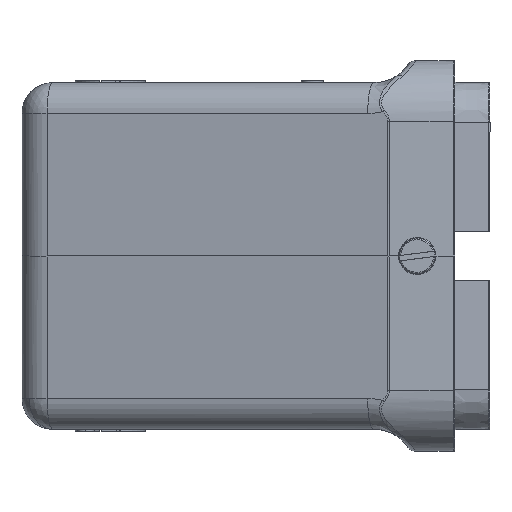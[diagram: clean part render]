
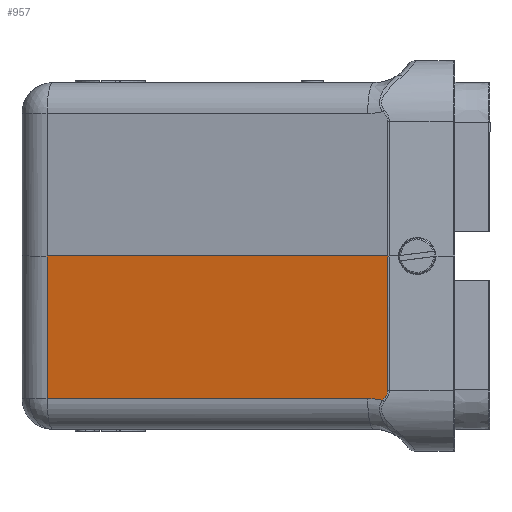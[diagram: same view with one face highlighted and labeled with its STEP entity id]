
A CAD part, left-side view. The second image highlights one B-rep face of the part: STEP entity #957.
In plain terms, the highlighted planar face has unit normal (-0.982, 0.191, -0.009).
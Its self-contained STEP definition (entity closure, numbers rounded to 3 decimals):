
#378=FACE_OUTER_BOUND('',#2074,.T.);
#957=ADVANCED_FACE('NONE',(#378),#1392,.T.);
#1392=PLANE('',#8618);
#1722=B_SPLINE_CURVE_WITH_KNOTS('',3,(#13162,#13163,#13164,#13165),
 .UNSPECIFIED.,.F.,.F.,(4,4),(0.,1.),.UNSPECIFIED.);
#1723=B_SPLINE_CURVE_WITH_KNOTS('',3,(#13176,#13177,#13178,#13179),
 .UNSPECIFIED.,.F.,.F.,(4,4),(0.,1.),.UNSPECIFIED.);
#2074=EDGE_LOOP('',(#3169,#3170,#3171,#3172,#3173,#3174));
#3169=ORIENTED_EDGE('',*,*,#6094,.T.);
#3170=ORIENTED_EDGE('',*,*,#6095,.T.);
#3171=ORIENTED_EDGE('',*,*,#6096,.T.);
#3172=ORIENTED_EDGE('',*,*,#6097,.T.);
#3173=ORIENTED_EDGE('',*,*,#6098,.T.);
#3174=ORIENTED_EDGE('',*,*,#6099,.T.);
#5211=VERTEX_POINT('',#13166);
#5212=VERTEX_POINT('',#13167);
#5213=VERTEX_POINT('',#13169);
#5214=VERTEX_POINT('',#13171);
#5215=VERTEX_POINT('',#13173);
#5216=VERTEX_POINT('',#13175);
#6094=EDGE_CURVE('NONE',#5211,#5212,#1722,.T.);
#6095=EDGE_CURVE('NONE',#5212,#5213,#7141,.T.);
#6096=EDGE_CURVE('NONE',#5213,#5214,#7142,.T.);
#6097=EDGE_CURVE('NONE',#5214,#5215,#7143,.T.);
#6098=EDGE_CURVE('NONE',#5215,#5216,#7144,.T.);
#6099=EDGE_CURVE('NONE',#5216,#5211,#1723,.T.);
#7141=LINE('',#13168,#7935);
#7142=LINE('',#13170,#7936);
#7143=LINE('',#13172,#7937);
#7144=LINE('',#13174,#7938);
#7935=VECTOR('',#9582,1.);
#7936=VECTOR('',#9583,1.);
#7937=VECTOR('',#9584,1.);
#7938=VECTOR('',#9585,1.);
#8618=AXIS2_PLACEMENT_3D('',#13180,#9586,#9587);
#9582=DIRECTION('',(-0.009,0.001,1.));
#9583=DIRECTION('',(0.191,0.982,0.));
#9584=DIRECTION('',(0.009,0.,-1.));
#9585=DIRECTION('',(-0.191,-0.982,0.));
#9586=DIRECTION('',(-0.982,0.191,-0.009));
#9587=DIRECTION('',(-0.191,-0.982,0.));
#13162=CARTESIAN_POINT('',(-64.957,16.301,-32.665));
#13163=CARTESIAN_POINT('',(-65.111,15.542,-31.909));
#13164=CARTESIAN_POINT('',(-65.191,15.163,-31.144));
#13165=CARTESIAN_POINT('',(-65.198,15.164,-30.372));
#13166=CARTESIAN_POINT('',(-64.957,16.301,-32.665));
#13167=CARTESIAN_POINT('',(-65.198,15.164,-30.372));
#13168=CARTESIAN_POINT('',(-65.198,15.164,-30.372));
#13169=CARTESIAN_POINT('',(-65.463,15.189,0.));
#13170=CARTESIAN_POINT('',(-49.366,98.,0.));
#13171=CARTESIAN_POINT('',(-50.467,92.336,0.));
#13172=CARTESIAN_POINT('',(-50.467,92.336,0.));
#13173=CARTESIAN_POINT('',(-50.18,92.336,-32.311));
#13174=CARTESIAN_POINT('',(-49.09,97.946,-32.311));
#13175=CARTESIAN_POINT('',(-64.299,19.702,-32.311));
#13176=CARTESIAN_POINT('',(-64.299,19.702,-32.311));
#13177=CARTESIAN_POINT('',(-64.522,18.556,-32.311));
#13178=CARTESIAN_POINT('',(-64.741,17.422,-32.429));
#13179=CARTESIAN_POINT('',(-64.957,16.301,-32.665));
#13180=CARTESIAN_POINT('',(-49.366,98.,0.));
